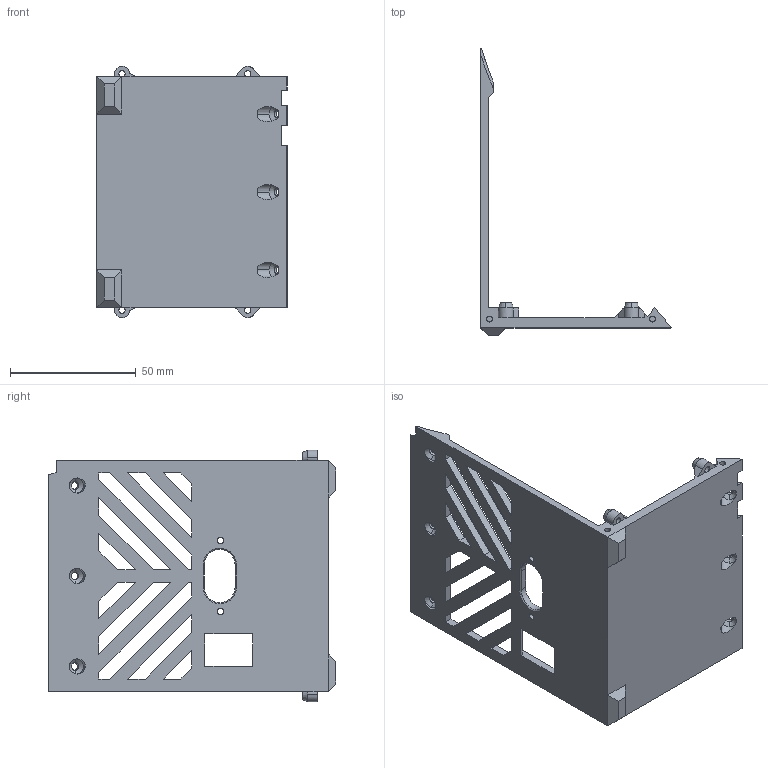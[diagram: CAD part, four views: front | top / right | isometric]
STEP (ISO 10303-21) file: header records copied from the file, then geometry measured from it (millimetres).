
FILE_DESCRIPTION (( 'STEP AP214' ), '1' );
FILE_NAME ('UNIT_MCU_Back-Cover step.STEP', '2025-10-06T13:10:30', ( '' ), ( '' ), 'SwSTEP 2.0', 'SolidWorks 2020', '' );
FILE_SCHEMA (( 'AUTOMOTIVE_DESIGN' ));
Length unit declared in the file: millimetre
Products named in the file (1): UNIT_MCU_Back-Cover step
Bounding box: 75.74 x 114.24 x 100 mm (x, y, z)
Volume: 53436.1 mm3; surface area: 35523.7 mm2
Topology: 1 solids, 1 shells, 211 faces, 587 edges, 378 vertices
Faces by surface type: plane 129, cylinder 54, cone 28
Entity records: 7065 total; most frequent: CARTESIAN_POINT 1517, ORIENTED_EDGE 1174, DIRECTION 1110, EDGE_CURVE 587, LINE 404, VECTOR 404, VERTEX_POINT 378, AXIS2_PLACEMENT_3D 353
